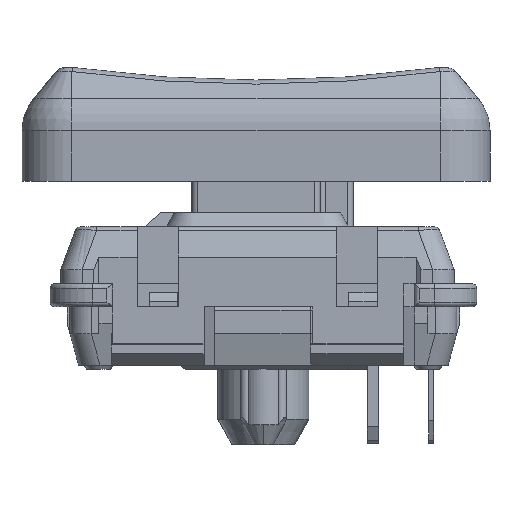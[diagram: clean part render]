
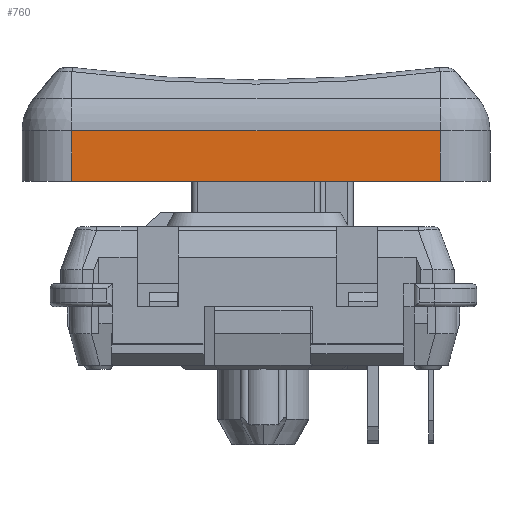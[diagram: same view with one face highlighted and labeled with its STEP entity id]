
A CAD part, left-side view. The second image highlights one B-rep face of the part: STEP entity #760.
In plain terms, the highlighted planar face has unit normal (-1, 0, 0).
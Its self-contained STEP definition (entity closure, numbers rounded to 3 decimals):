
#103 = CYLINDRICAL_SURFACE('',#104,1.75);
#104 = AXIS2_PLACEMENT_3D('',#105,#106,#107);
#105 = CARTESIAN_POINT('',(-6.975,-6.475,0.));
#106 = DIRECTION('',(0.,0.,1.));
#107 = DIRECTION('',(-1.,0.,0.));
#131 = PLANE('',#132);
#132 = AXIS2_PLACEMENT_3D('',#133,#134,#135);
#133 = CARTESIAN_POINT('',(0.,0.,0.));
#134 = DIRECTION('',(0.,0.,1.));
#135 = DIRECTION('',(1.,0.,-0.));
#671 = CYLINDRICAL_SURFACE('',#672,1.75);
#672 = AXIS2_PLACEMENT_3D('',#673,#674,#675);
#673 = CARTESIAN_POINT('',(-6.975,6.475,0.));
#674 = DIRECTION('',(0.,0.,1.));
#675 = DIRECTION('',(0.,1.,0.));
#687 = VERTEX_POINT('',#688);
#688 = CARTESIAN_POINT('',(-8.725,6.475,1.784));
#712 = VERTEX_POINT('',#713);
#713 = CARTESIAN_POINT('',(-8.725,6.475,0.));
#735 = EDGE_CURVE('',#712,#687,#736,.T.);
#736 = SURFACE_CURVE('',#737,(#741,#748),.PCURVE_S1.);
#737 = LINE('',#738,#739);
#738 = CARTESIAN_POINT('',(-8.725,6.475,0.));
#739 = VECTOR('',#740,1.);
#740 = DIRECTION('',(0.,0.,1.));
#741 = PCURVE('',#671,#742);
#742 = DEFINITIONAL_REPRESENTATION('',(#743),#747);
#743 = LINE('',#744,#745);
#744 = CARTESIAN_POINT('',(1.571,0.));
#745 = VECTOR('',#746,1.);
#746 = DIRECTION('',(0.,1.));
#747 = ( GEOMETRIC_REPRESENTATION_CONTEXT(2) 
PARAMETRIC_REPRESENTATION_CONTEXT() REPRESENTATION_CONTEXT('2D SPACE',''
  ) );
#748 = PCURVE('',#749,#754);
#749 = PLANE('',#750);
#750 = AXIS2_PLACEMENT_3D('',#751,#752,#753);
#751 = CARTESIAN_POINT('',(-8.725,6.475,0.));
#752 = DIRECTION('',(-1.,0.,0.));
#753 = DIRECTION('',(0.,-1.,0.));
#754 = DEFINITIONAL_REPRESENTATION('',(#755),#759);
#755 = LINE('',#756,#757);
#756 = CARTESIAN_POINT('',(0.,0.));
#757 = VECTOR('',#758,1.);
#758 = DIRECTION('',(0.,1.));
#759 = ( GEOMETRIC_REPRESENTATION_CONTEXT(2) 
PARAMETRIC_REPRESENTATION_CONTEXT() REPRESENTATION_CONTEXT('2D SPACE',''
  ) );
#760 = ADVANCED_FACE('',(#761),#749,.T.);
#761 = FACE_BOUND('',#762,.T.);
#762 = EDGE_LOOP('',(#763,#791,#792,#815));
#763 = ORIENTED_EDGE('',*,*,#764,.F.);
#764 = EDGE_CURVE('',#687,#765,#767,.T.);
#765 = VERTEX_POINT('',#766);
#766 = CARTESIAN_POINT('',(-8.725,-6.475,1.784));
#767 = SURFACE_CURVE('',#768,(#772,#779),.PCURVE_S1.);
#768 = LINE('',#769,#770);
#769 = CARTESIAN_POINT('',(-8.725,4.856,1.784));
#770 = VECTOR('',#771,1.);
#771 = DIRECTION('',(0.,-1.,0.));
#772 = PCURVE('',#749,#773);
#773 = DEFINITIONAL_REPRESENTATION('',(#774),#778);
#774 = LINE('',#775,#776);
#775 = CARTESIAN_POINT('',(1.619,1.784));
#776 = VECTOR('',#777,1.);
#777 = DIRECTION('',(1.,0.));
#778 = ( GEOMETRIC_REPRESENTATION_CONTEXT(2) 
PARAMETRIC_REPRESENTATION_CONTEXT() REPRESENTATION_CONTEXT('2D SPACE',''
  ) );
#779 = PCURVE('',#780,#785);
#780 = CYLINDRICAL_SURFACE('',#781,1.75);
#781 = AXIS2_PLACEMENT_3D('',#782,#783,#784);
#782 = CARTESIAN_POINT('',(-6.975,4.856,1.784));
#783 = DIRECTION('',(0.,-1.,0.));
#784 = DIRECTION('',(-0.94,0.,0.342)
  );
#785 = DEFINITIONAL_REPRESENTATION('',(#786),#790);
#786 = LINE('',#787,#788);
#787 = CARTESIAN_POINT('',(0.349,0.));
#788 = VECTOR('',#789,1.);
#789 = DIRECTION('',(0.,1.));
#790 = ( GEOMETRIC_REPRESENTATION_CONTEXT(2) 
PARAMETRIC_REPRESENTATION_CONTEXT() REPRESENTATION_CONTEXT('2D SPACE',''
  ) );
#791 = ORIENTED_EDGE('',*,*,#735,.F.);
#792 = ORIENTED_EDGE('',*,*,#793,.F.);
#793 = EDGE_CURVE('',#794,#712,#796,.T.);
#794 = VERTEX_POINT('',#795);
#795 = CARTESIAN_POINT('',(-8.725,-6.475,0.));
#796 = SURFACE_CURVE('',#797,(#801,#808),.PCURVE_S1.);
#797 = LINE('',#798,#799);
#798 = CARTESIAN_POINT('',(-8.725,-6.475,0.));
#799 = VECTOR('',#800,1.);
#800 = DIRECTION('',(0.,1.,0.));
#801 = PCURVE('',#749,#802);
#802 = DEFINITIONAL_REPRESENTATION('',(#803),#807);
#803 = LINE('',#804,#805);
#804 = CARTESIAN_POINT('',(12.95,0.));
#805 = VECTOR('',#806,1.);
#806 = DIRECTION('',(-1.,0.));
#807 = ( GEOMETRIC_REPRESENTATION_CONTEXT(2) 
PARAMETRIC_REPRESENTATION_CONTEXT() REPRESENTATION_CONTEXT('2D SPACE',''
  ) );
#808 = PCURVE('',#131,#809);
#809 = DEFINITIONAL_REPRESENTATION('',(#810),#814);
#810 = LINE('',#811,#812);
#811 = CARTESIAN_POINT('',(-8.725,-6.475));
#812 = VECTOR('',#813,1.);
#813 = DIRECTION('',(0.,1.));
#814 = ( GEOMETRIC_REPRESENTATION_CONTEXT(2) 
PARAMETRIC_REPRESENTATION_CONTEXT() REPRESENTATION_CONTEXT('2D SPACE',''
  ) );
#815 = ORIENTED_EDGE('',*,*,#816,.T.);
#816 = EDGE_CURVE('',#794,#765,#817,.T.);
#817 = SURFACE_CURVE('',#818,(#822,#829),.PCURVE_S1.);
#818 = LINE('',#819,#820);
#819 = CARTESIAN_POINT('',(-8.725,-6.475,0.));
#820 = VECTOR('',#821,1.);
#821 = DIRECTION('',(0.,0.,1.));
#822 = PCURVE('',#749,#823);
#823 = DEFINITIONAL_REPRESENTATION('',(#824),#828);
#824 = LINE('',#825,#826);
#825 = CARTESIAN_POINT('',(12.95,0.));
#826 = VECTOR('',#827,1.);
#827 = DIRECTION('',(0.,1.));
#828 = ( GEOMETRIC_REPRESENTATION_CONTEXT(2) 
PARAMETRIC_REPRESENTATION_CONTEXT() REPRESENTATION_CONTEXT('2D SPACE',''
  ) );
#829 = PCURVE('',#103,#830);
#830 = DEFINITIONAL_REPRESENTATION('',(#831),#835);
#831 = LINE('',#832,#833);
#832 = CARTESIAN_POINT('',(0.,0.));
#833 = VECTOR('',#834,1.);
#834 = DIRECTION('',(0.,1.));
#835 = ( GEOMETRIC_REPRESENTATION_CONTEXT(2) 
PARAMETRIC_REPRESENTATION_CONTEXT() REPRESENTATION_CONTEXT('2D SPACE',''
  ) );
